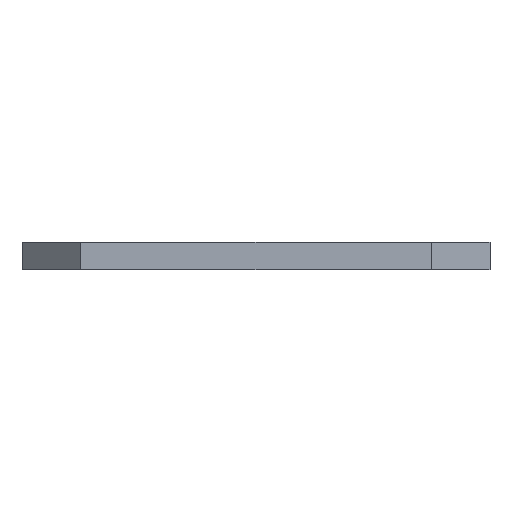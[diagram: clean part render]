
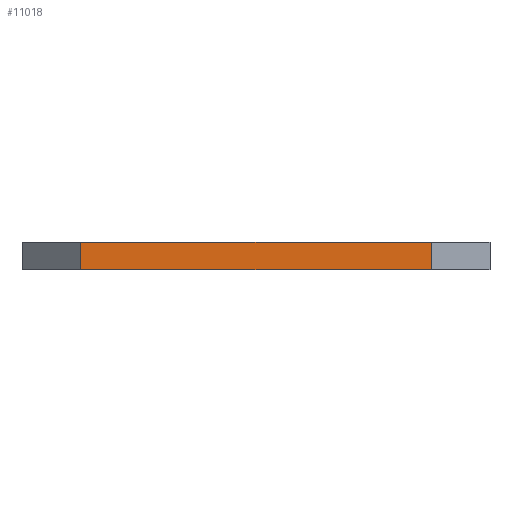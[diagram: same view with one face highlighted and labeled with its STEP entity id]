
A CAD part, left-side view. The second image highlights one B-rep face of the part: STEP entity #11018.
In plain terms, the highlighted planar face has unit normal (-1, 0, 0).
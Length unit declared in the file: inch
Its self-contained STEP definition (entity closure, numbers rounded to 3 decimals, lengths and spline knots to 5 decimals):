
#687 = LINE ( 'NONE', #10162, #1218 ) ;
#766 = LINE ( 'NONE', #7907, #1802 ) ;
#1218 = VECTOR ( 'NONE', #9069, 39.37008 ) ;
#1232 = DIRECTION ( 'NONE',  ( 1., 0., 0. ) ) ;
#1802 = VECTOR ( 'NONE', #12390, 39.37008 ) ;
#1853 = ORIENTED_EDGE ( 'NONE', *, *, #14525, .F. ) ;
#3110 = LINE ( 'NONE', #11889, #15226 ) ;
#3285 = DIRECTION ( 'NONE',  ( 0., 0., 1. ) ) ;
#4373 = DIRECTION ( 'NONE',  ( 0., 0., -1. ) ) ;
#4485 = CARTESIAN_POINT ( 'NONE',  ( -11.24, 0.75, 0.05906 ) ) ;
#4495 = EDGE_LOOP ( 'NONE', ( #7145, #14068, #1853, #13608 ) ) ;
#4880 = AXIS2_PLACEMENT_3D ( 'NONE', #13160, #1232, #4373 ) ;
#6492 = LINE ( 'NONE', #18037, #12990 ) ;
#7145 = ORIENTED_EDGE ( 'NONE', *, *, #10247, .T. ) ;
#7336 = PLANE ( 'NONE',  #4880 ) ;
#7907 = CARTESIAN_POINT ( 'NONE',  ( -11.24, -1., 0.05906 ) ) ;
#7934 = VERTEX_POINT ( 'NONE', #13103 ) ;
#8131 = VERTEX_POINT ( 'NONE', #4485 ) ;
#8730 = CARTESIAN_POINT ( 'NONE',  ( -11.24, 0.75, -0.05906 ) ) ;
#9069 = DIRECTION ( 'NONE',  ( 0., -1., 0. ) ) ;
#10162 = CARTESIAN_POINT ( 'NONE',  ( -11.24, -1., -0.05906 ) ) ;
#10188 = FACE_OUTER_BOUND ( 'NONE', #4495, .T. ) ;
#10247 = EDGE_CURVE ( 'NONE', #11480, #7934, #687, .T. ) ;
#11018 = ADVANCED_FACE ( 'NONE', ( #10188 ), #7336, .F. ) ;
#11480 = VERTEX_POINT ( 'NONE', #8730 ) ;
#11635 = CARTESIAN_POINT ( 'NONE',  ( -11.24, -0.75, 0.05906 ) ) ;
#11889 = CARTESIAN_POINT ( 'NONE',  ( -11.24, -0.75, 0.05906 ) ) ;
#12390 = DIRECTION ( 'NONE',  ( 0., -1., 0. ) ) ;
#12745 = EDGE_CURVE ( 'NONE', #8131, #11480, #6492, .T. ) ;
#12990 = VECTOR ( 'NONE', #18132, 39.37008 ) ;
#13103 = CARTESIAN_POINT ( 'NONE',  ( -11.24, -0.75, -0.05906 ) ) ;
#13160 = CARTESIAN_POINT ( 'NONE',  ( -11.24, -1., 0.05906 ) ) ;
#13608 = ORIENTED_EDGE ( 'NONE', *, *, #12745, .T. ) ;
#14068 = ORIENTED_EDGE ( 'NONE', *, *, #15125, .T. ) ;
#14525 = EDGE_CURVE ( 'NONE', #8131, #14670, #766, .T. ) ;
#14670 = VERTEX_POINT ( 'NONE', #11635 ) ;
#15125 = EDGE_CURVE ( 'NONE', #7934, #14670, #3110, .T. ) ;
#15226 = VECTOR ( 'NONE', #3285, 39.37008 ) ;
#18037 = CARTESIAN_POINT ( 'NONE',  ( -11.24, 0.75, 0.05906 ) ) ;
#18132 = DIRECTION ( 'NONE',  ( 0., 0., -1. ) ) ;
